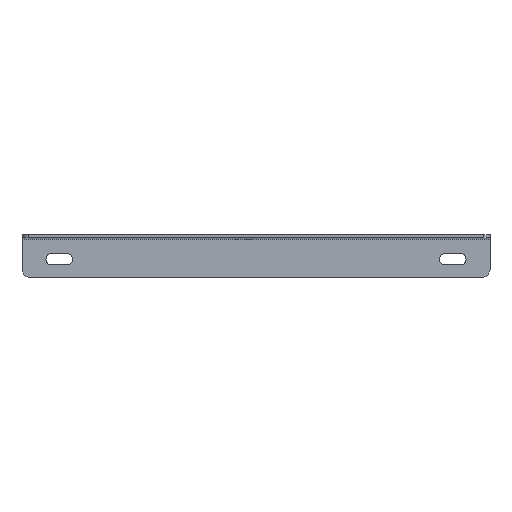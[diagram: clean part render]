
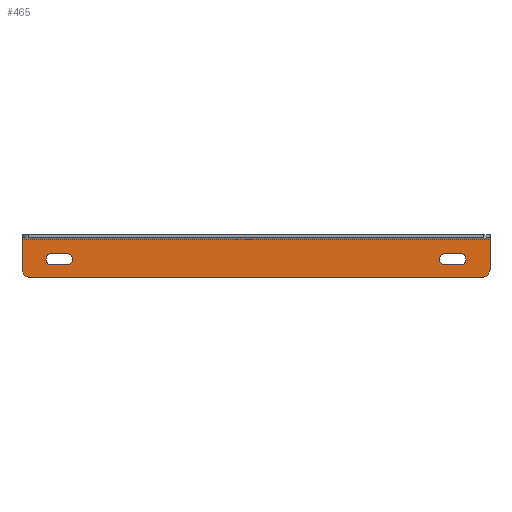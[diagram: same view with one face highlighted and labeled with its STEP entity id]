
A CAD part, top view. The second image highlights one B-rep face of the part: STEP entity #465.
In plain terms, the highlighted planar face has unit normal (0, 0, 1).
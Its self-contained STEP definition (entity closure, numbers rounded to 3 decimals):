
#20 = AXIS2_PLACEMENT_3D ( 'NONE', #1105, #1086, #1051 ) ;
#45 = AXIS2_PLACEMENT_3D ( 'NONE', #179, #173, #166 ) ;
#54 = AXIS2_PLACEMENT_3D ( 'NONE', #656, #651, #623 ) ;
#57 = AXIS2_PLACEMENT_3D ( 'NONE', #971, #842, #769 ) ;
#59 = DIRECTION ( 'NONE',  ( -1., 0., 0. ) ) ;
#70 = AXIS2_PLACEMENT_3D ( 'NONE', #1173, #1168, #1041 ) ;
#72 = EDGE_CURVE ( 'NONE', #1094, #1005, #573, .T. ) ;
#90 = CARTESIAN_POINT ( 'NONE',  ( -192.25, 22.25, 0. ) ) ;
#131 = EDGE_CURVE ( 'NONE', #844, #924, #555, .T. ) ;
#151 = VECTOR ( 'NONE', #597, 1000. ) ;
#161 = LINE ( 'NONE', #1031, #151 ) ;
#162 = CIRCLE ( 'NONE', #54, 5.25 ) ;
#164 = CIRCLE ( 'NONE', #57, 5.25 ) ;
#166 = DIRECTION ( 'NONE',  ( 1., 0., 0. ) ) ;
#173 = DIRECTION ( 'NONE',  ( 0., 0., 1. ) ) ;
#174 = VECTOR ( 'NONE', #59, 1000. ) ;
#177 = LINE ( 'NONE', #307, #174 ) ;
#179 = CARTESIAN_POINT ( 'NONE',  ( -192.25, 17., 0. ) ) ;
#199 = CIRCLE ( 'NONE', #70, 8. ) ;
#205 = VECTOR ( 'NONE', #529, 1000. ) ;
#214 = LINE ( 'NONE', #329, #205 ) ;
#217 = EDGE_CURVE ( 'NONE', #1005, #844, #525, .T. ) ;
#221 = CARTESIAN_POINT ( 'NONE',  ( 192.25, 11.75, 0. ) ) ;
#269 = VECTOR ( 'NONE', #693, 1000. ) ;
#274 = CARTESIAN_POINT ( 'NONE',  ( 192.25, 22.25, 0. ) ) ;
#276 = LINE ( 'NONE', #701, #269 ) ;
#286 = VECTOR ( 'NONE', #506, 1000. ) ;
#291 = LINE ( 'NONE', #1174, #286 ) ;
#307 = CARTESIAN_POINT ( 'NONE',  ( 192.25, 22.25, 0. ) ) ;
#309 = AXIS2_PLACEMENT_3D ( 'NONE', #358, #1042, #1083 ) ;
#315 = CARTESIAN_POINT ( 'NONE',  ( 177.75, 17., 0. ) ) ;
#322 = CIRCLE ( 'NONE', #309, 5.25 ) ;
#324 = DIRECTION ( 'NONE',  ( 0., 0., 1. ) ) ;
#329 = CARTESIAN_POINT ( 'NONE',  ( 212., 36., 0. ) ) ;
#338 = DIRECTION ( 'NONE',  ( 1., 0., 0. ) ) ;
#342 = CIRCLE ( 'NONE', #1195, 5.25 ) ;
#350 = CIRCLE ( 'NONE', #20, 8. ) ;
#358 = CARTESIAN_POINT ( 'NONE',  ( 192.25, 17., 0. ) ) ;
#367 = CARTESIAN_POINT ( 'NONE',  ( 177.75, 11.75, 0. ) ) ;
#369 = DIRECTION ( 'NONE',  ( 0., -1., 0. ) ) ;
#385 = FACE_BOUND ( 'NONE', #627, .T. ) ;
#387 = EDGE_CURVE ( 'NONE', #864, #962, #440, .T. ) ;
#390 = FACE_BOUND ( 'NONE', #639, .T. ) ;
#394 = DIRECTION ( 'NONE',  ( -1., 0., 0. ) ) ;
#395 = FACE_OUTER_BOUND ( 'NONE', #591, .T. ) ;
#402 = EDGE_CURVE ( 'NONE', #1124, #1145, #428, .T. ) ;
#428 = CIRCLE ( 'NONE', #610, 5.25 ) ;
#435 = VECTOR ( 'NONE', #369, 1000. ) ;
#440 = LINE ( 'NONE', #1007, #435 ) ;
#442 = CARTESIAN_POINT ( 'NONE',  ( 197.5, 17., 0. ) ) ;
#459 = CARTESIAN_POINT ( 'NONE',  ( 220., 36., 0. ) ) ;
#465 = ADVANCED_FACE ( 'NONE', ( #395, #385, #390 ), #911, .F. ) ;
#482 = ORIENTED_EDGE ( 'NONE', *, *, #217, .F. ) ;
#506 = DIRECTION ( 'NONE',  ( 0., 1., 0. ) ) ;
#512 = DIRECTION ( 'NONE',  ( 0., 0., 1. ) ) ;
#516 = CARTESIAN_POINT ( 'NONE',  ( 192.25, 17., 0. ) ) ;
#518 = DIRECTION ( 'NONE',  ( -1., 0., 0. ) ) ;
#525 = CIRCLE ( 'NONE', #45, 5.25 ) ;
#527 = EDGE_CURVE ( 'NONE', #962, #910, #350, .T. ) ;
#528 = CARTESIAN_POINT ( 'NONE',  ( -177.75, 11.75, 0. ) ) ;
#529 = DIRECTION ( 'NONE',  ( 1., 0., 0. ) ) ;
#542 = CARTESIAN_POINT ( 'NONE',  ( -214., 0., 0. ) ) ;
#550 = VECTOR ( 'NONE', #1098, 1000. ) ;
#555 = LINE ( 'NONE', #1106, #550 ) ;
#562 = EDGE_CURVE ( 'NONE', #832, #967, #342, .T. ) ;
#563 = VECTOR ( 'NONE', #394, 1000. ) ;
#573 = LINE ( 'NONE', #603, #563 ) ;
#587 = ORIENTED_EDGE ( 'NONE', *, *, #387, .T. ) ;
#591 = EDGE_LOOP ( 'NONE', ( #1131, #587, #913, #817, #1111, #954 ) ) ;
#592 = VERTEX_POINT ( 'NONE', #221 ) ;
#597 = DIRECTION ( 'NONE',  ( 1., 0., 0. ) ) ;
#603 = CARTESIAN_POINT ( 'NONE',  ( -192.25, 22.25, 0. ) ) ;
#610 = AXIS2_PLACEMENT_3D ( 'NONE', #516, #512, #518 ) ;
#621 = EDGE_CURVE ( 'NONE', #592, #1124, #322, .T. ) ;
#623 = DIRECTION ( 'NONE',  ( -1., 0., 0. ) ) ;
#627 = EDGE_LOOP ( 'NONE', ( #1110, #652, #805, #1126, #482 ) ) ;
#632 = CARTESIAN_POINT ( 'NONE',  ( -220., 7.746, 0. ) ) ;
#639 = EDGE_LOOP ( 'NONE', ( #1219, #1045, #1211, #1080, #1037 ) ) ;
#651 = DIRECTION ( 'NONE',  ( 0., 0., 1. ) ) ;
#652 = ORIENTED_EDGE ( 'NONE', *, *, #1170, .F. ) ;
#656 = CARTESIAN_POINT ( 'NONE',  ( -177.75, 17., 0. ) ) ;
#658 = EDGE_CURVE ( 'NONE', #1088, #930, #291, .T. ) ;
#684 = CARTESIAN_POINT ( 'NONE',  ( -220., 36., 0. ) ) ;
#693 = DIRECTION ( 'NONE',  ( 1., 0., 0. ) ) ;
#694 = EDGE_CURVE ( 'NONE', #910, #784, #276, .T. ) ;
#701 = CARTESIAN_POINT ( 'NONE',  ( 214., 0., 0. ) ) ;
#750 = VERTEX_POINT ( 'NONE', #1047 ) ;
#767 = CARTESIAN_POINT ( 'NONE',  ( 177.75, 22.25, 0. ) ) ;
#769 = DIRECTION ( 'NONE',  ( -1., 0., 0. ) ) ;
#778 = CARTESIAN_POINT ( 'NONE',  ( -192.25, 11.75, 0. ) ) ;
#784 = VERTEX_POINT ( 'NONE', #862 ) ;
#805 = ORIENTED_EDGE ( 'NONE', *, *, #1169, .F. ) ;
#817 = ORIENTED_EDGE ( 'NONE', *, *, #694, .T. ) ;
#832 = VERTEX_POINT ( 'NONE', #767 ) ;
#842 = DIRECTION ( 'NONE',  ( 0., 0., 1. ) ) ;
#844 = VERTEX_POINT ( 'NONE', #778 ) ;
#862 = CARTESIAN_POINT ( 'NONE',  ( 214., 0., 0. ) ) ;
#864 = VERTEX_POINT ( 'NONE', #684 ) ;
#902 = DIRECTION ( 'NONE',  ( -1., 0., 0. ) ) ;
#910 = VERTEX_POINT ( 'NONE', #542 ) ;
#911 = PLANE ( 'NONE',  #1160 ) ;
#913 = ORIENTED_EDGE ( 'NONE', *, *, #527, .T. ) ;
#924 = VERTEX_POINT ( 'NONE', #528 ) ;
#930 = VERTEX_POINT ( 'NONE', #459 ) ;
#947 = CARTESIAN_POINT ( 'NONE',  ( 220., 7.746, 0. ) ) ;
#948 = CARTESIAN_POINT ( 'NONE',  ( 212., 57.254, 0. ) ) ;
#954 = ORIENTED_EDGE ( 'NONE', *, *, #658, .T. ) ;
#955 = DIRECTION ( 'NONE',  ( 0., 0., -1. ) ) ;
#962 = VERTEX_POINT ( 'NONE', #632 ) ;
#967 = VERTEX_POINT ( 'NONE', #367 ) ;
#971 = CARTESIAN_POINT ( 'NONE',  ( -177.75, 17., 0. ) ) ;
#1005 = VERTEX_POINT ( 'NONE', #90 ) ;
#1007 = CARTESIAN_POINT ( 'NONE',  ( -220., 57.254, 0. ) ) ;
#1031 = CARTESIAN_POINT ( 'NONE',  ( 192.25, 11.75, 0. ) ) ;
#1037 = ORIENTED_EDGE ( 'NONE', *, *, #562, .F. ) ;
#1039 = EDGE_CURVE ( 'NONE', #864, #930, #214, .T. ) ;
#1041 = DIRECTION ( 'NONE',  ( 1., 0., 0. ) ) ;
#1042 = DIRECTION ( 'NONE',  ( 0., 0., 1. ) ) ;
#1045 = ORIENTED_EDGE ( 'NONE', *, *, #402, .F. ) ;
#1047 = CARTESIAN_POINT ( 'NONE',  ( -172.5, 17., 0. ) ) ;
#1051 = DIRECTION ( 'NONE',  ( -1., 0., 0. ) ) ;
#1064 = EDGE_CURVE ( 'NONE', #784, #1088, #199, .T. ) ;
#1080 = ORIENTED_EDGE ( 'NONE', *, *, #1212, .F. ) ;
#1083 = DIRECTION ( 'NONE',  ( -1., 0., 0. ) ) ;
#1086 = DIRECTION ( 'NONE',  ( 0., 0., 1. ) ) ;
#1088 = VERTEX_POINT ( 'NONE', #947 ) ;
#1094 = VERTEX_POINT ( 'NONE', #1185 ) ;
#1098 = DIRECTION ( 'NONE',  ( 1., 0., 0. ) ) ;
#1105 = CARTESIAN_POINT ( 'NONE',  ( -212., 7.746, 0. ) ) ;
#1106 = CARTESIAN_POINT ( 'NONE',  ( -192.25, 11.75, 0. ) ) ;
#1110 = ORIENTED_EDGE ( 'NONE', *, *, #72, .F. ) ;
#1111 = ORIENTED_EDGE ( 'NONE', *, *, #1064, .T. ) ;
#1124 = VERTEX_POINT ( 'NONE', #442 ) ;
#1126 = ORIENTED_EDGE ( 'NONE', *, *, #131, .F. ) ;
#1131 = ORIENTED_EDGE ( 'NONE', *, *, #1039, .F. ) ;
#1145 = VERTEX_POINT ( 'NONE', #274 ) ;
#1146 = EDGE_CURVE ( 'NONE', #1145, #832, #177, .T. ) ;
#1160 = AXIS2_PLACEMENT_3D ( 'NONE', #948, #955, #902 ) ;
#1168 = DIRECTION ( 'NONE',  ( 0., 0., 1. ) ) ;
#1169 = EDGE_CURVE ( 'NONE', #924, #750, #164, .T. ) ;
#1170 = EDGE_CURVE ( 'NONE', #750, #1094, #162, .T. ) ;
#1173 = CARTESIAN_POINT ( 'NONE',  ( 212., 7.746, 0. ) ) ;
#1174 = CARTESIAN_POINT ( 'NONE',  ( 220., 57.254, 0. ) ) ;
#1185 = CARTESIAN_POINT ( 'NONE',  ( -177.75, 22.25, 0. ) ) ;
#1195 = AXIS2_PLACEMENT_3D ( 'NONE', #315, #324, #338 ) ;
#1211 = ORIENTED_EDGE ( 'NONE', *, *, #621, .F. ) ;
#1212 = EDGE_CURVE ( 'NONE', #967, #592, #161, .T. ) ;
#1219 = ORIENTED_EDGE ( 'NONE', *, *, #1146, .F. ) ;
